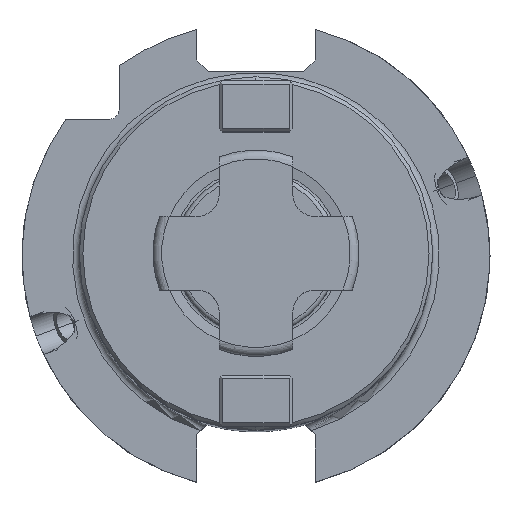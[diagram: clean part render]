
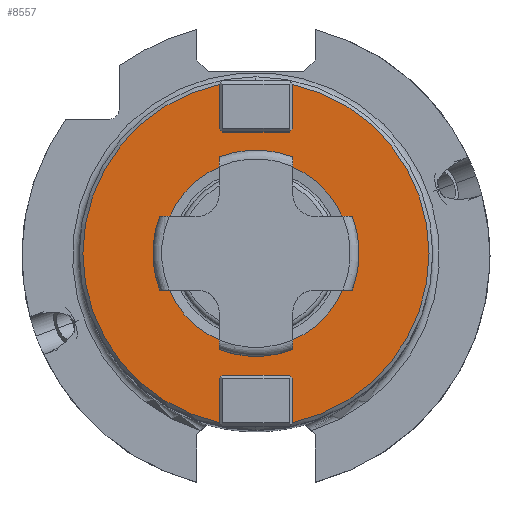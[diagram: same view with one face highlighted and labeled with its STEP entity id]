
A CAD part, top view. The second image highlights one B-rep face of the part: STEP entity #8557.
In plain terms, the highlighted planar face has unit normal (0, 0, 1).
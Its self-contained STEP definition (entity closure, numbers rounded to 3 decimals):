
#79=CARTESIAN_POINT('',(0.,0.,200.));
#80=DIRECTION('',(0.,0.,-1.));
#81=DIRECTION('',(0.213,0.977,0.));
#82=AXIS2_PLACEMENT_3D('',#79,#80,#81);
#202=CARTESIAN_POINT('',(0.,0.,200.));
#203=DIRECTION('',(0.,0.,1.));
#204=DIRECTION('',(-0.213,0.977,0.));
#205=AXIS2_PLACEMENT_3D('',#202,#203,#204);
#4437=CARTESIAN_POINT('',(0.,0.,200.));
#4438=DIRECTION('',(0.,0.,1.));
#4439=DIRECTION('',(0.,1.,0.));
#4440=AXIS2_PLACEMENT_3D('',#4437,#4438,#4439);
#4445=CARTESIAN_POINT('',(0.,0.,200.));
#4446=DIRECTION('',(0.,0.,1.));
#4447=DIRECTION('',(0.,-1.,0.));
#4448=AXIS2_PLACEMENT_3D('',#4445,#4446,#4447);
#4453=DIRECTION('',(-1.,0.,0.));
#4454=VECTOR('',#4453,9.);
#4455=CARTESIAN_POINT('',(4.5,-16.5,200.));
#4456=LINE('',#4455,#4454);
#4460=DIRECTION('',(-0.707,-0.707,0.));
#4461=VECTOR('',#4460,0.707);
#4462=CARTESIAN_POINT('',(-4.5,-16.5,200.));
#4463=LINE('',#4462,#4461);
#4467=DIRECTION('',(0.,-1.,0.));
#4468=VECTOR('',#4467,5.962);
#4469=CARTESIAN_POINT('',(-5.,-17.,200.));
#4470=LINE('',#4469,#4468);
#4474=DIRECTION('',(0.,1.,0.));
#4475=VECTOR('',#4474,5.962);
#4476=CARTESIAN_POINT('',(-5.,17.,200.));
#4477=LINE('',#4476,#4475);
#4481=DIRECTION('',(-0.707,0.707,0.));
#4482=VECTOR('',#4481,0.707);
#4483=CARTESIAN_POINT('',(-4.5,16.5,200.));
#4484=LINE('',#4483,#4482);
#4488=DIRECTION('',(1.,0.,0.));
#4489=VECTOR('',#4488,9.);
#4490=CARTESIAN_POINT('',(-4.5,16.5,200.));
#4491=LINE('',#4490,#4489);
#4495=DIRECTION('',(0.707,0.707,0.));
#4496=VECTOR('',#4495,0.707);
#4497=CARTESIAN_POINT('',(4.5,16.5,200.));
#4498=LINE('',#4497,#4496);
#4502=DIRECTION('',(0.,1.,0.));
#4503=VECTOR('',#4502,5.962);
#4504=CARTESIAN_POINT('',(5.,17.,200.));
#4505=LINE('',#4504,#4503);
#4509=DIRECTION('',(0.,-1.,0.));
#4510=VECTOR('',#4509,5.962);
#4511=CARTESIAN_POINT('',(5.,-17.,200.));
#4512=LINE('',#4511,#4510);
#4516=DIRECTION('',(0.707,-0.707,0.));
#4517=VECTOR('',#4516,0.707);
#4518=CARTESIAN_POINT('',(4.5,-16.5,200.));
#4519=LINE('',#4518,#4517);
#6108=CARTESIAN_POINT('',(0.,12.765,200.));
#6109=CARTESIAN_POINT('',(0.,-12.765,200.));
#6110=VERTEX_POINT('',#6108);
#6111=VERTEX_POINT('',#6109);
#6188=CARTESIAN_POINT('',(-4.5,16.5,200.));
#6189=CARTESIAN_POINT('',(4.5,16.5,200.));
#6190=VERTEX_POINT('',#6188);
#6191=VERTEX_POINT('',#6189);
#6192=CARTESIAN_POINT('',(-5.,17.,200.));
#6193=CARTESIAN_POINT('',(-5.,22.962,200.));
#6194=VERTEX_POINT('',#6192);
#6195=VERTEX_POINT('',#6193);
#6196=CARTESIAN_POINT('',(5.,17.,200.));
#6197=CARTESIAN_POINT('',(5.,22.962,200.));
#6198=VERTEX_POINT('',#6196);
#6199=VERTEX_POINT('',#6197);
#6237=CARTESIAN_POINT('',(4.5,-16.5,200.));
#6238=CARTESIAN_POINT('',(-4.5,-16.5,200.));
#6239=VERTEX_POINT('',#6237);
#6240=VERTEX_POINT('',#6238);
#6241=CARTESIAN_POINT('',(5.,-17.,200.));
#6242=CARTESIAN_POINT('',(5.,-22.962,200.));
#6243=VERTEX_POINT('',#6241);
#6244=VERTEX_POINT('',#6242);
#6245=CARTESIAN_POINT('',(-5.,-17.,200.));
#6246=CARTESIAN_POINT('',(-5.,-22.962,200.));
#6247=VERTEX_POINT('',#6245);
#6248=VERTEX_POINT('',#6246);
#8523=CARTESIAN_POINT('',(0.,0.,200.));
#8524=DIRECTION('',(0.,0.,1.));
#8525=DIRECTION('',(0.,-1.,0.));
#8526=AXIS2_PLACEMENT_3D('',#8523,#8524,#8525);
#8527=PLANE('',#8526);
#8529=ORIENTED_EDGE('',*,*,#8528,.T.);
#8531=ORIENTED_EDGE('',*,*,#8530,.T.);
#8533=ORIENTED_EDGE('',*,*,#8532,.T.);
#8534=ORIENTED_EDGE('',*,*,#6420,.F.);
#8536=ORIENTED_EDGE('',*,*,#8535,.F.);
#8538=ORIENTED_EDGE('',*,*,#8537,.F.);
#8540=ORIENTED_EDGE('',*,*,#8539,.T.);
#8542=ORIENTED_EDGE('',*,*,#8541,.T.);
#8543=ORIENTED_EDGE('',*,*,#8513,.T.);
#8544=ORIENTED_EDGE('',*,*,#6371,.T.);
#8546=ORIENTED_EDGE('',*,*,#8545,.F.);
#8548=ORIENTED_EDGE('',*,*,#8547,.F.);
#8549=EDGE_LOOP('',(#8529,#8531,#8533,#8534,#8536,#8538,#8540,#8542,#8543,#8544,
#8546,#8548));
#8550=FACE_OUTER_BOUND('',#8549,.F.);
#8552=ORIENTED_EDGE('',*,*,#8551,.T.);
#8554=ORIENTED_EDGE('',*,*,#8553,.T.);
#8555=EDGE_LOOP('',(#8552,#8554));
#8556=FACE_BOUND('',#8555,.F.);
#83=CIRCLE('',#82,23.5);
#206=CIRCLE('',#205,23.5);
#4441=CIRCLE('',#4440,12.765);
#4449=CIRCLE('',#4448,12.765);
#6371=EDGE_CURVE('',#6199,#6244,#83,.T.);
#6420=EDGE_CURVE('',#6195,#6248,#206,.T.);
#8513=EDGE_CURVE('',#6198,#6199,#4505,.T.);
#8528=EDGE_CURVE('',#6239,#6240,#4456,.T.);
#8530=EDGE_CURVE('',#6240,#6247,#4463,.T.);
#8532=EDGE_CURVE('',#6247,#6248,#4470,.T.);
#8535=EDGE_CURVE('',#6194,#6195,#4477,.T.);
#8537=EDGE_CURVE('',#6190,#6194,#4484,.T.);
#8539=EDGE_CURVE('',#6190,#6191,#4491,.T.);
#8541=EDGE_CURVE('',#6191,#6198,#4498,.T.);
#8545=EDGE_CURVE('',#6243,#6244,#4512,.T.);
#8547=EDGE_CURVE('',#6239,#6243,#4519,.T.);
#8551=EDGE_CURVE('',#6110,#6111,#4441,.T.);
#8553=EDGE_CURVE('',#6111,#6110,#4449,.T.);
#8557=ADVANCED_FACE('',(#8550,#8556),#8527,.T.);
